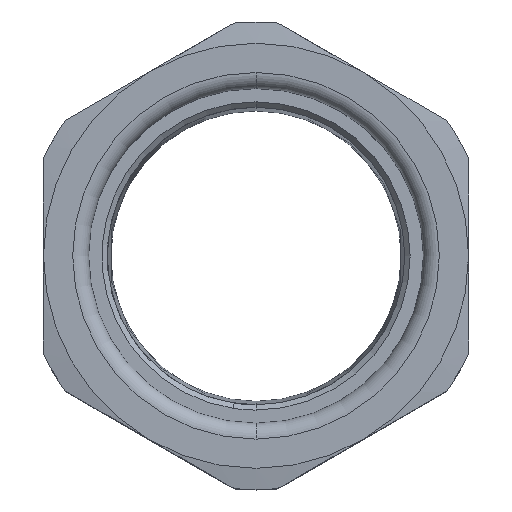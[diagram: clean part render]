
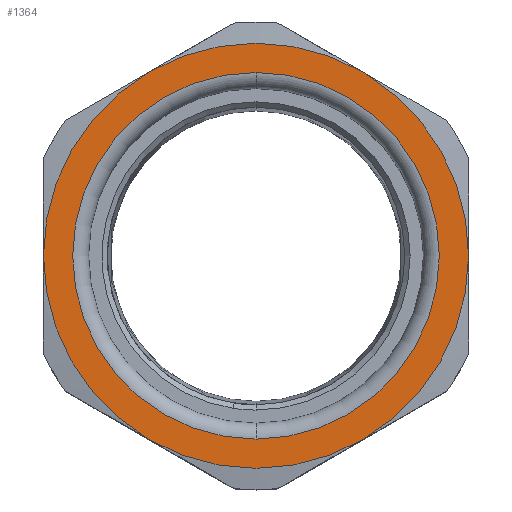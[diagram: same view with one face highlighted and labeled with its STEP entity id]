
A CAD part, top view. The second image highlights one B-rep face of the part: STEP entity #1364.
In plain terms, the highlighted planar face has unit normal (0, 0, 1).
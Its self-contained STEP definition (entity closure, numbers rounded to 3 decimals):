
#1163=AXIS2_PLACEMENT_3D('Circle Axis2P3D',#1161,#1162,$) ;
#1188=AXIS2_PLACEMENT_3D('Circle Axis2P3D',#1186,#1187,$) ;
#1252=AXIS2_PLACEMENT_3D('Plane Axis2P3D',#1249,#1250,#1251) ;
#1265=AXIS2_PLACEMENT_3D('Circle Axis2P3D',#1263,#1264,$) ;
#1272=AXIS2_PLACEMENT_3D('Circle Axis2P3D',#1270,#1271,$) ;
#1279=AXIS2_PLACEMENT_3D('Circle Axis2P3D',#1277,#1278,$) ;
#1293=AXIS2_PLACEMENT_3D('Circle Axis2P3D',#1291,#1292,$) ;
#1314=AXIS2_PLACEMENT_3D('Circle Axis2P3D',#1312,#1313,$) ;
#1321=AXIS2_PLACEMENT_3D('Circle Axis2P3D',#1319,#1320,$) ;
#1328=AXIS2_PLACEMENT_3D('Circle Axis2P3D',#1326,#1327,$) ;
#1342=AXIS2_PLACEMENT_3D('Circle Axis2P3D',#1340,#1341,$) ;
#1158=CARTESIAN_POINT('Vertex',(40.,9.5,61.75)) ;
#1161=CARTESIAN_POINT('Axis2P3D Location',(40.,44.,61.75)) ;
#1165=CARTESIAN_POINT('Vertex',(40.,78.5,61.75)) ;
#1186=CARTESIAN_POINT('Axis2P3D Location',(40.,44.,61.75)) ;
#1249=CARTESIAN_POINT('Axis2P3D Location',(40.,44.,61.75)) ;
#1254=CARTESIAN_POINT('Line Origine',(80.,44.,61.75)) ;
#1258=CARTESIAN_POINT('Vertex',(80.,43.999,61.75)) ;
#1260=CARTESIAN_POINT('Vertex',(80.,44.001,61.75)) ;
#1263=CARTESIAN_POINT('Axis2P3D Location',(40.,44.,61.75)) ;
#1267=CARTESIAN_POINT('Vertex',(60.812,78.159,61.75)) ;
#1270=CARTESIAN_POINT('Axis2P3D Location',(40.,44.,61.75)) ;
#1274=CARTESIAN_POINT('Vertex',(60.,78.641,61.75)) ;
#1277=CARTESIAN_POINT('Axis2P3D Location',(40.,44.,61.75)) ;
#1281=CARTESIAN_POINT('Vertex',(20.001,78.642,61.75)) ;
#1284=CARTESIAN_POINT('Line Origine',(20.,78.641,61.75)) ;
#1288=CARTESIAN_POINT('Vertex',(19.999,78.64,61.75)) ;
#1291=CARTESIAN_POINT('Axis2P3D Location',(40.,44.,61.75)) ;
#1295=CARTESIAN_POINT('Vertex',(0.,44.001,61.75)) ;
#1298=CARTESIAN_POINT('Line Origine',(0.,44.001,61.75)) ;
#1302=CARTESIAN_POINT('Vertex',(0.,44.,61.75)) ;
#1305=CARTESIAN_POINT('Line Origine',(0.,43.999,61.75)) ;
#1309=CARTESIAN_POINT('Vertex',(0.,43.999,61.75)) ;
#1312=CARTESIAN_POINT('Axis2P3D Location',(40.,44.,61.75)) ;
#1316=CARTESIAN_POINT('Vertex',(19.188,9.841,61.75)) ;
#1319=CARTESIAN_POINT('Axis2P3D Location',(40.,44.,61.75)) ;
#1323=CARTESIAN_POINT('Vertex',(20.,9.359,61.75)) ;
#1326=CARTESIAN_POINT('Axis2P3D Location',(40.,44.,61.75)) ;
#1330=CARTESIAN_POINT('Vertex',(59.999,9.358,61.75)) ;
#1333=CARTESIAN_POINT('Line Origine',(60.,9.359,61.75)) ;
#1337=CARTESIAN_POINT('Vertex',(60.001,9.36,61.75)) ;
#1340=CARTESIAN_POINT('Axis2P3D Location',(40.,44.,61.75)) ;
#1162=DIRECTION('Axis2P3D Direction',(0.,0.,-1.)) ;
#1187=DIRECTION('Axis2P3D Direction',(0.,0.,-1.)) ;
#1250=DIRECTION('Axis2P3D Direction',(0.,0.,-1.)) ;
#1251=DIRECTION('Axis2P3D XDirection',(0.,1.,0.)) ;
#1255=DIRECTION('Vector Direction',(0.,-1.,0.)) ;
#1264=DIRECTION('Axis2P3D Direction',(0.,0.,-1.)) ;
#1271=DIRECTION('Axis2P3D Direction',(0.,0.,-1.)) ;
#1278=DIRECTION('Axis2P3D Direction',(0.,0.,-1.)) ;
#1285=DIRECTION('Vector Direction',(0.866,0.5,0.)) ;
#1292=DIRECTION('Axis2P3D Direction',(0.,0.,-1.)) ;
#1299=DIRECTION('Vector Direction',(0.,1.,0.)) ;
#1306=DIRECTION('Vector Direction',(0.,1.,0.)) ;
#1313=DIRECTION('Axis2P3D Direction',(0.,0.,-1.)) ;
#1320=DIRECTION('Axis2P3D Direction',(0.,0.,-1.)) ;
#1327=DIRECTION('Axis2P3D Direction',(0.,0.,-1.)) ;
#1334=DIRECTION('Vector Direction',(-0.866,-0.5,0.)) ;
#1341=DIRECTION('Axis2P3D Direction',(0.,0.,-1.)) ;
#1256=VECTOR('Line Direction',#1255,1.) ;
#1286=VECTOR('Line Direction',#1285,1.) ;
#1300=VECTOR('Line Direction',#1299,1.) ;
#1307=VECTOR('Line Direction',#1306,1.) ;
#1335=VECTOR('Line Direction',#1334,1.) ;
#1346=ORIENTED_EDGE('',*,*,#1262,.T.) ;
#1347=ORIENTED_EDGE('',*,*,#1269,.T.) ;
#1348=ORIENTED_EDGE('',*,*,#1276,.T.) ;
#1349=ORIENTED_EDGE('',*,*,#1283,.T.) ;
#1350=ORIENTED_EDGE('',*,*,#1290,.T.) ;
#1351=ORIENTED_EDGE('',*,*,#1297,.T.) ;
#1352=ORIENTED_EDGE('',*,*,#1304,.T.) ;
#1353=ORIENTED_EDGE('',*,*,#1311,.T.) ;
#1354=ORIENTED_EDGE('',*,*,#1318,.T.) ;
#1355=ORIENTED_EDGE('',*,*,#1325,.T.) ;
#1356=ORIENTED_EDGE('',*,*,#1332,.T.) ;
#1357=ORIENTED_EDGE('',*,*,#1339,.T.) ;
#1358=ORIENTED_EDGE('',*,*,#1344,.T.) ;
#1361=ORIENTED_EDGE('',*,*,#1190,.F.) ;
#1362=ORIENTED_EDGE('',*,*,#1167,.F.) ;
#1363=FACE_BOUND('',#1360,.T.) ;
#1364=ADVANCED_FACE('PartBody',(#1359,#1363),#1253,.F.) ;
#1164=CIRCLE('generated circle',#1163,34.5) ;
#1189=CIRCLE('generated circle',#1188,34.5) ;
#1266=CIRCLE('generated circle',#1265,40.) ;
#1273=CIRCLE('generated circle',#1272,40.) ;
#1280=CIRCLE('generated circle',#1279,40.) ;
#1294=CIRCLE('generated circle',#1293,40.) ;
#1315=CIRCLE('generated circle',#1314,40.) ;
#1322=CIRCLE('generated circle',#1321,40.) ;
#1329=CIRCLE('generated circle',#1328,40.) ;
#1343=CIRCLE('generated circle',#1342,40.) ;
#1167=EDGE_CURVE('',#1159,#1166,#1164,.F.) ;
#1190=EDGE_CURVE('',#1166,#1159,#1189,.F.) ;
#1262=EDGE_CURVE('',#1259,#1261,#1257,.F.) ;
#1269=EDGE_CURVE('',#1261,#1268,#1266,.F.) ;
#1276=EDGE_CURVE('',#1268,#1275,#1273,.F.) ;
#1283=EDGE_CURVE('',#1275,#1282,#1280,.F.) ;
#1290=EDGE_CURVE('',#1282,#1289,#1287,.F.) ;
#1297=EDGE_CURVE('',#1289,#1296,#1294,.F.) ;
#1304=EDGE_CURVE('',#1296,#1303,#1301,.F.) ;
#1311=EDGE_CURVE('',#1303,#1310,#1308,.F.) ;
#1318=EDGE_CURVE('',#1310,#1317,#1315,.F.) ;
#1325=EDGE_CURVE('',#1317,#1324,#1322,.F.) ;
#1332=EDGE_CURVE('',#1324,#1331,#1329,.F.) ;
#1339=EDGE_CURVE('',#1331,#1338,#1336,.F.) ;
#1344=EDGE_CURVE('',#1338,#1259,#1343,.F.) ;
#1345=EDGE_LOOP('',(#1346,#1347,#1348,#1349,#1350,#1351,#1352,#1353,#1354,#1355,#1356,#1357,#1358)) ;
#1360=EDGE_LOOP('',(#1361,#1362)) ;
#1359=FACE_OUTER_BOUND('',#1345,.T.) ;
#1257=LINE('Line',#1254,#1256) ;
#1287=LINE('Line',#1284,#1286) ;
#1301=LINE('Line',#1298,#1300) ;
#1308=LINE('Line',#1305,#1307) ;
#1336=LINE('Line',#1333,#1335) ;
#1253=PLANE('',#1252) ;
#1159=VERTEX_POINT('',#1158) ;
#1166=VERTEX_POINT('',#1165) ;
#1259=VERTEX_POINT('',#1258) ;
#1261=VERTEX_POINT('',#1260) ;
#1268=VERTEX_POINT('',#1267) ;
#1275=VERTEX_POINT('',#1274) ;
#1282=VERTEX_POINT('',#1281) ;
#1289=VERTEX_POINT('',#1288) ;
#1296=VERTEX_POINT('',#1295) ;
#1303=VERTEX_POINT('',#1302) ;
#1310=VERTEX_POINT('',#1309) ;
#1317=VERTEX_POINT('',#1316) ;
#1324=VERTEX_POINT('',#1323) ;
#1331=VERTEX_POINT('',#1330) ;
#1338=VERTEX_POINT('',#1337) ;
